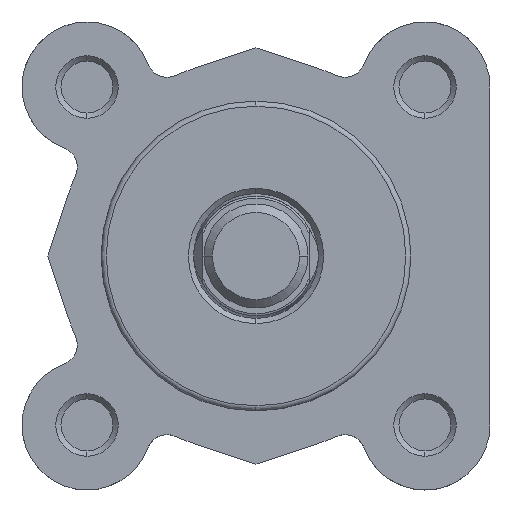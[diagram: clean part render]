
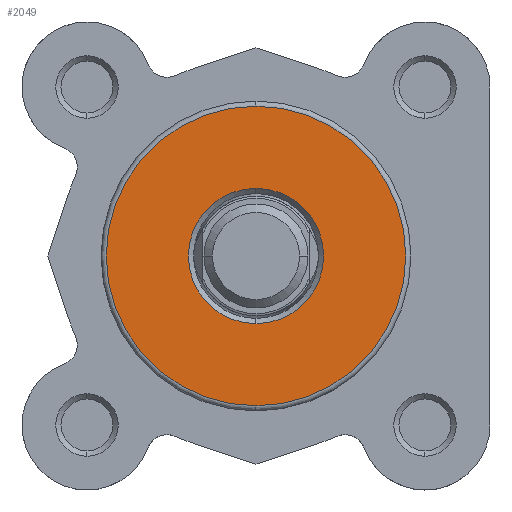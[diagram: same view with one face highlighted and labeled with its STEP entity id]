
A CAD part, left-side view. The second image highlights one B-rep face of the part: STEP entity #2049.
In plain terms, the highlighted planar face has unit normal (-1, 0, 0).
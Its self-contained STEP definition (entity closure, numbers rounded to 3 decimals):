
#689 = CIRCLE ( 'NONE', #3059, 14.4 ) ;
#743 = CIRCLE ( 'NONE', #3079, 6.5 ) ;
#836 = CIRCLE ( 'NONE', #3125, 14.4 ) ;
#839 = CIRCLE ( 'NONE', #3128, 6.5 ) ;
#1098 = CARTESIAN_POINT ( 'NONE',  ( 0., 0., 0. ) ) ;
#1099 = DIRECTION ( 'NONE',  ( 1., 0., 0. ) ) ;
#1100 = DIRECTION ( 'NONE',  ( 0., 0., 1. ) ) ;
#1283 = CARTESIAN_POINT ( 'NONE',  ( 0., 0., 0. ) ) ;
#1290 = DIRECTION ( 'NONE',  ( -1., 0., 0. ) ) ;
#1291 = DIRECTION ( 'NONE',  ( 0., 0., 1. ) ) ;
#1292 = CARTESIAN_POINT ( 'NONE',  ( 0., 0., 0. ) ) ;
#1299 = DIRECTION ( 'NONE',  ( 1., 0., 0. ) ) ;
#1300 = DIRECTION ( 'NONE',  ( 0., 0., 1. ) ) ;
#1607 = CARTESIAN_POINT ( 'NONE',  ( 0., 0., 14.4 ) ) ;
#1615 = CARTESIAN_POINT ( 'NONE',  ( 0., 0., -14.4 ) ) ;
#1655 = CARTESIAN_POINT ( 'NONE',  ( 0., 0., 6.5 ) ) ;
#1809 = CARTESIAN_POINT ( 'NONE',  ( 0., 0., -6.5 ) ) ;
#2049 = ADVANCED_FACE ( 'NONE', ( #6880, #5618 ), #4433, .T. ) ;
#2480 = EDGE_CURVE ( 'NONE', #6262, #6286, #689, .T. ) ;
#2515 = EDGE_CURVE ( 'NONE', #6392, #6820, #743, .T. ) ;
#2587 = EDGE_CURVE ( 'NONE', #6286, #6262, #836, .T. ) ;
#2590 = EDGE_CURVE ( 'NONE', #6820, #6392, #839, .T. ) ;
#2818 = AXIS2_PLACEMENT_3D ( 'NONE', #4432, #4434, #4435 ) ;
#3059 = AXIS2_PLACEMENT_3D ( 'NONE', #5559, #5560, #5561 ) ;
#3079 = AXIS2_PLACEMENT_3D ( 'NONE', #1098, #1099, #1100 ) ;
#3125 = AXIS2_PLACEMENT_3D ( 'NONE', #1283, #1290, #1291 ) ;
#3128 = AXIS2_PLACEMENT_3D ( 'NONE', #1292, #1299, #1300 ) ;
#3999 = EDGE_LOOP ( 'NONE', ( #5943, #5944 ) ) ;
#4002 = EDGE_LOOP ( 'NONE', ( #5936, #5948 ) ) ;
#4432 = CARTESIAN_POINT ( 'NONE',  ( 0., -6., 0. ) ) ;
#4433 = PLANE ( 'NONE',  #2818 ) ;
#4434 = DIRECTION ( 'NONE',  ( -1., 0., 0. ) ) ;
#4435 = DIRECTION ( 'NONE',  ( 0., 0., 1. ) ) ;
#5559 = CARTESIAN_POINT ( 'NONE',  ( 0., 0., 0. ) ) ;
#5560 = DIRECTION ( 'NONE',  ( -1., 0., 0. ) ) ;
#5561 = DIRECTION ( 'NONE',  ( 0., 0., 1. ) ) ;
#5618 = FACE_OUTER_BOUND ( 'NONE', #3999, .T. ) ;
#5936 = ORIENTED_EDGE ( 'NONE', *, *, #2515, .T. ) ;
#5943 = ORIENTED_EDGE ( 'NONE', *, *, #2480, .T. ) ;
#5944 = ORIENTED_EDGE ( 'NONE', *, *, #2587, .T. ) ;
#5948 = ORIENTED_EDGE ( 'NONE', *, *, #2590, .T. ) ;
#6262 = VERTEX_POINT ( 'NONE', #1607 ) ;
#6286 = VERTEX_POINT ( 'NONE', #1615 ) ;
#6392 = VERTEX_POINT ( 'NONE', #1655 ) ;
#6820 = VERTEX_POINT ( 'NONE', #1809 ) ;
#6880 = FACE_BOUND ( 'NONE', #4002, .T. ) ;
